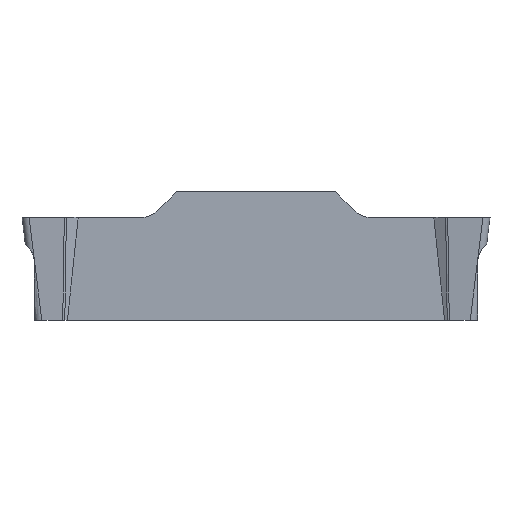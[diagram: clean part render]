
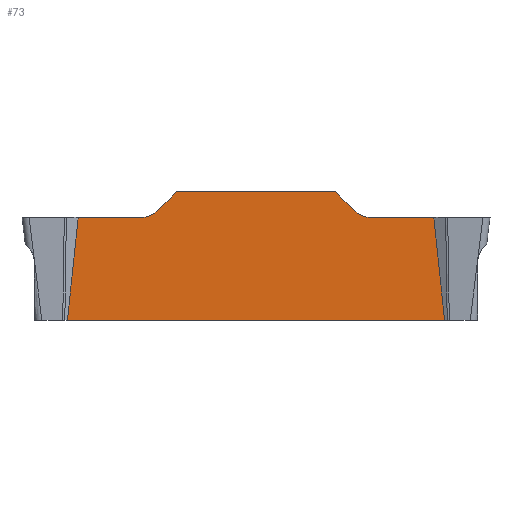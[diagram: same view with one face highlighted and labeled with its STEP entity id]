
A CAD part, left-side view. The second image highlights one B-rep face of the part: STEP entity #73.
In plain terms, the highlighted planar face has unit normal (-1, 0, 0).
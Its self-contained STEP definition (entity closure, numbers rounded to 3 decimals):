
#43=CIRCLE('',#732,1.);
#44=CIRCLE('',#733,1.);
#73=ADVANCED_FACE('',(#129),#103,.T.);
#103=PLANE('',#734);
#129=FACE_OUTER_BOUND('',#163,.T.);
#163=EDGE_LOOP('',(#227,#228,#229,#230,#231,#232,#233,#234,#235,#236));
#227=ORIENTED_EDGE('',*,*,#479,.F.);
#228=ORIENTED_EDGE('',*,*,#480,.T.);
#229=ORIENTED_EDGE('',*,*,#481,.T.);
#230=ORIENTED_EDGE('',*,*,#482,.T.);
#231=ORIENTED_EDGE('',*,*,#483,.F.);
#232=ORIENTED_EDGE('',*,*,#484,.F.);
#233=ORIENTED_EDGE('',*,*,#485,.F.);
#234=ORIENTED_EDGE('',*,*,#486,.F.);
#235=ORIENTED_EDGE('',*,*,#487,.F.);
#236=ORIENTED_EDGE('',*,*,#488,.F.);
#411=VERTEX_POINT('',#1097);
#412=VERTEX_POINT('',#1098);
#413=VERTEX_POINT('',#1100);
#414=VERTEX_POINT('',#1102);
#415=VERTEX_POINT('',#1104);
#416=VERTEX_POINT('',#1106);
#417=VERTEX_POINT('',#1108);
#418=VERTEX_POINT('',#1110);
#419=VERTEX_POINT('',#1112);
#420=VERTEX_POINT('',#1114);
#479=EDGE_CURVE('',#411,#412,#559,.T.);
#480=EDGE_CURVE('',#411,#413,#560,.T.);
#481=EDGE_CURVE('',#413,#414,#561,.T.);
#482=EDGE_CURVE('',#414,#415,#562,.T.);
#483=EDGE_CURVE('',#416,#415,#563,.T.);
#484=EDGE_CURVE('',#417,#416,#43,.T.);
#485=EDGE_CURVE('',#418,#417,#564,.T.);
#486=EDGE_CURVE('',#419,#418,#565,.T.);
#487=EDGE_CURVE('',#420,#419,#566,.T.);
#488=EDGE_CURVE('',#412,#420,#44,.T.);
#559=LINE('',#1096,#623);
#560=LINE('',#1099,#624);
#561=LINE('',#1101,#625);
#562=LINE('',#1103,#626);
#563=LINE('',#1105,#627);
#564=LINE('',#1109,#628);
#565=LINE('',#1111,#629);
#566=LINE('',#1113,#630);
#623=VECTOR('',#818,1.);
#624=VECTOR('',#819,1.);
#625=VECTOR('',#820,1.);
#626=VECTOR('',#821,1.);
#627=VECTOR('',#822,1.);
#628=VECTOR('',#825,1.);
#629=VECTOR('',#826,1.);
#630=VECTOR('',#827,1.);
#732=AXIS2_PLACEMENT_3D('',#1107,#823,#824);
#733=AXIS2_PLACEMENT_3D('',#1115,#828,#829);
#734=AXIS2_PLACEMENT_3D('',#1116,#830,#831);
#818=DIRECTION('',(0.,-1.,0.));
#819=DIRECTION('',(0.,0.104,-0.995));
#820=DIRECTION('',(0.,-1.,0.));
#821=DIRECTION('',(0.,0.104,0.995));
#822=DIRECTION('',(0.,-1.,0.));
#823=DIRECTION('',(-1.,0.,0.));
#824=DIRECTION('',(0.,0.,1.));
#825=DIRECTION('',(0.,-0.707,-0.707));
#826=DIRECTION('',(0.,-1.,0.));
#827=DIRECTION('',(0.,-0.707,0.707));
#828=DIRECTION('',(-1.,0.,0.));
#829=DIRECTION('',(0.,0.,1.));
#830=DIRECTION('',(-1.,0.,0.));
#831=DIRECTION('',(0.,0.,1.));
#1096=CARTESIAN_POINT('',(-1.,19.75,0.));
#1097=CARTESIAN_POINT('',(-1.,17.827,0.));
#1098=CARTESIAN_POINT('',(-1.,15.041,0.));
#1099=CARTESIAN_POINT('',(-1.,17.731,0.915));
#1100=CARTESIAN_POINT('',(-1.,18.302,-4.527));
#1101=CARTESIAN_POINT('',(-1.,19.75,-4.527));
#1102=CARTESIAN_POINT('',(-1.,1.698,-4.527));
#1103=CARTESIAN_POINT('',(-1.,2.481,2.937));
#1104=CARTESIAN_POINT('',(-1.,2.173,0.));
#1105=CARTESIAN_POINT('',(-1.,19.75,0.));
#1106=CARTESIAN_POINT('',(-1.,4.959,0.));
#1107=CARTESIAN_POINT('',(-1.,4.959,1.));
#1108=CARTESIAN_POINT('',(-1.,5.666,0.293));
#1109=CARTESIAN_POINT('',(-1.,13.125,7.752));
#1110=CARTESIAN_POINT('',(-1.,6.5,1.127));
#1111=CARTESIAN_POINT('',(-1.,19.75,1.127));
#1112=CARTESIAN_POINT('',(-1.,13.5,1.127));
#1113=CARTESIAN_POINT('',(-1.,16.625,-1.998));
#1114=CARTESIAN_POINT('',(-1.,14.334,0.293));
#1115=CARTESIAN_POINT('',(-1.,15.041,1.));
#1116=CARTESIAN_POINT('',(-1.,19.75,1.127));
